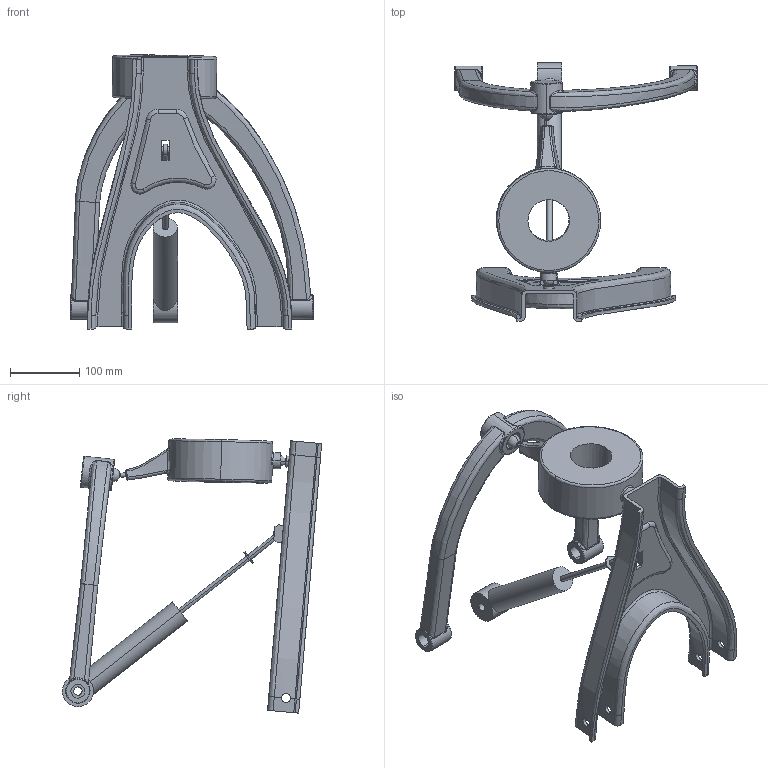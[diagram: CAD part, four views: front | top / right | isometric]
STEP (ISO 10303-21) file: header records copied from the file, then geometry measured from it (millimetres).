
FILE_DESCRIPTION((''),'2;1');
FILE_NAME('ASSEMBLY_ASM','2024-12-18T20:00:17',('Z0119173'),(''),'CREO PARAMETRIC BY PTC INC, 2023374','CREO PARAMETRIC BY PTC INC, 2023374','');
FILE_SCHEMA(('AUTOMOTIVE_DESIGN { 1 0 10303 214 1 1 1 1 }'));
Length unit declared in the file: millimetre
Products named in the file (8): SKELETON; UPPER_WISHBONE; LOWER_WISHBONE; BALL_JOINT_WISHBONE; WHEEL_HUB; DAMPFER; DAMPFER_PIN_2; ASSEMBLY_ASM
Assembly tree (7 placements, depth 2):
  ASSEMBLY_ASM
    SKELETON
    UPPER_WISHBONE
    LOWER_WISHBONE
    BALL_JOINT_WISHBONE
    WHEEL_HUB
    DAMPFER
    DAMPFER_PIN_2
Bounding box: 350 x 373.95 x 395.16 mm (x, y, z)
Volume: 2353312.3 mm3; surface area: 428896.3 mm2
Topology: 6 solids, 13 shells, 347 faces, 863 edges, 535 vertices
Faces by surface type: bspline 150, cylinder 89, plane 70, torus 28, sphere 7, extrusion 3
Entity records: 28175 total; most frequent: CARTESIAN_POINT 20386, ORIENTED_EDGE 1652, DIRECTION 1342, EDGE_CURVE 857, AXIS2_PLACEMENT_3D 542, VERTEX_POINT 535, EDGE_LOOP 376, FACE_OUTER_BOUND 347
